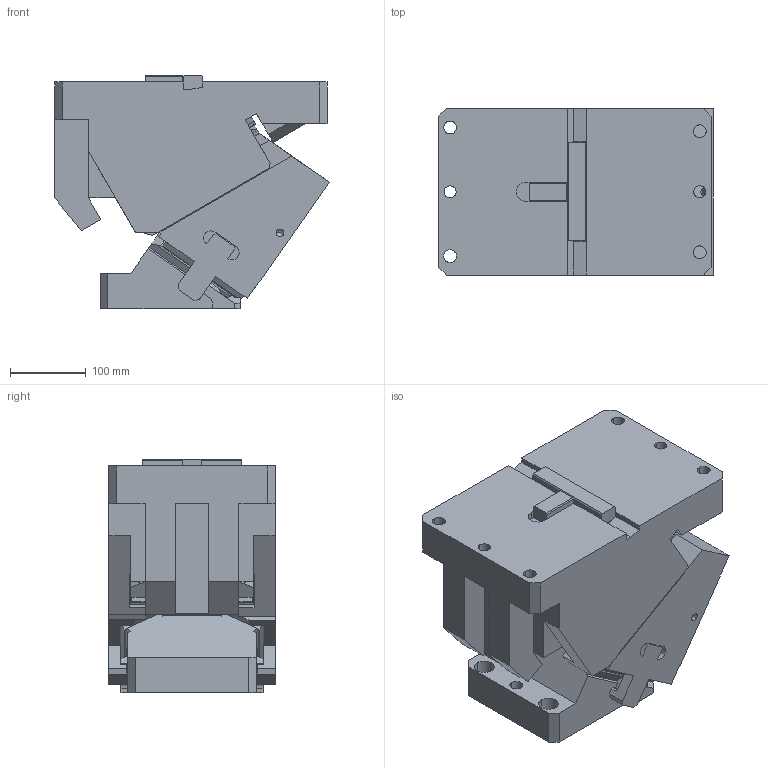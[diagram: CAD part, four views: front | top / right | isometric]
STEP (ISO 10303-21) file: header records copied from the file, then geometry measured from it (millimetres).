
FILE_DESCRIPTION(('CATIA V5 STEP Exchange'),'2;1');
FILE_NAME('CACV_F_220_35.stp','2015-04-27T06:54:49+00:00',('none'),('none'),'CATIA Version 5 Release 19 SP 2 (IN-10)','CATIA V5 STEP AP203','none');
FILE_SCHEMA(('CONFIG_CONTROL_DESIGN'));
Length unit declared in the file: millimetre
Products named in the file (1): CACV_F_220_35
Bounding box: 362.94 x 220 x 309 mm (x, y, z)
Volume: 15399156.5 mm3; surface area: 885421.2 mm2
Topology: 3 solids, 9 shells, 547 faces, 1513 edges, 986 vertices
Faces by surface type: plane 370, cylinder 163, cone 10, extrusion 4
Entity records: 18292 total; most frequent: CARTESIAN_POINT 4822, ORIENTED_EDGE 3010, DIRECTION 2329, EDGE_CURVE 1505, VECTOR 1171, LINE 1167, VERTEX_POINT 986, AXIS2_PLACEMENT_3D 675
